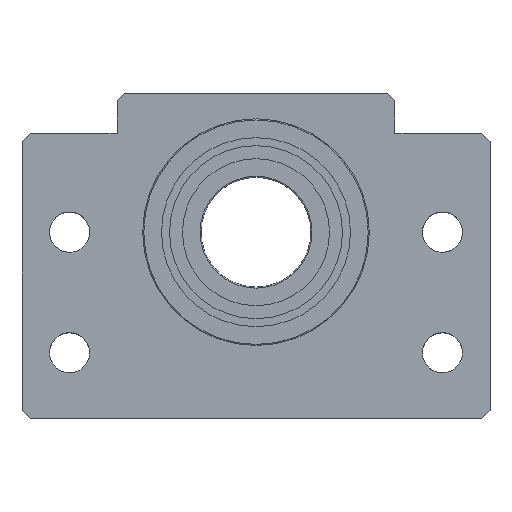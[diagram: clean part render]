
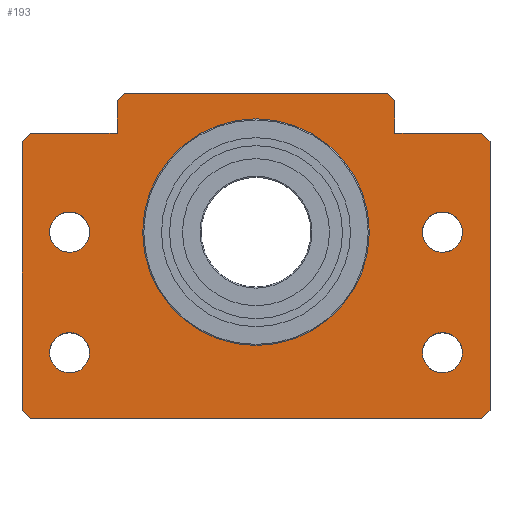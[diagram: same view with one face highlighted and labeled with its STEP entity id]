
A CAD part, top view. The second image highlights one B-rep face of the part: STEP entity #193.
In plain terms, the highlighted planar face has unit normal (0, 0, 1).
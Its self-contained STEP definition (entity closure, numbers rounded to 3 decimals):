
#193 = ADVANCED_FACE( '', ( #296, #297, #298, #299, #300, #301 ), #302, .T. );
#296 = FACE_BOUND( '', #456, .T. );
#297 = FACE_BOUND( '', #457, .T. );
#298 = FACE_BOUND( '', #458, .T. );
#299 = FACE_BOUND( '', #459, .T. );
#300 = FACE_BOUND( '', #460, .T. );
#301 = FACE_OUTER_BOUND( '', #461, .T. );
#302 = PLANE( '', #462 );
#456 = EDGE_LOOP( '', ( #718 ) );
#457 = EDGE_LOOP( '', ( #719 ) );
#458 = EDGE_LOOP( '', ( #720 ) );
#459 = EDGE_LOOP( '', ( #721 ) );
#460 = EDGE_LOOP( '', ( #722 ) );
#461 = EDGE_LOOP( '', ( #723, #724, #725, #726, #727, #728, #729, #730, #731, #732, #733, #734, #735, #736 ) );
#462 = AXIS2_PLACEMENT_3D( '', #737, #738, #739 );
#718 = ORIENTED_EDGE( '', *, *, #935, .F. );
#719 = ORIENTED_EDGE( '', *, *, #878, .T. );
#720 = ORIENTED_EDGE( '', *, *, #879, .T. );
#721 = ORIENTED_EDGE( '', *, *, #936, .T. );
#722 = ORIENTED_EDGE( '', *, *, #871, .T. );
#723 = ORIENTED_EDGE( '', *, *, #930, .T. );
#724 = ORIENTED_EDGE( '', *, *, #928, .T. );
#725 = ORIENTED_EDGE( '', *, *, #926, .T. );
#726 = ORIENTED_EDGE( '', *, *, #923, .T. );
#727 = ORIENTED_EDGE( '', *, *, #921, .T. );
#728 = ORIENTED_EDGE( '', *, *, #919, .T. );
#729 = ORIENTED_EDGE( '', *, *, #917, .T. );
#730 = ORIENTED_EDGE( '', *, *, #914, .T. );
#731 = ORIENTED_EDGE( '', *, *, #912, .T. );
#732 = ORIENTED_EDGE( '', *, *, #910, .T. );
#733 = ORIENTED_EDGE( '', *, *, #908, .T. );
#734 = ORIENTED_EDGE( '', *, *, #906, .T. );
#735 = ORIENTED_EDGE( '', *, *, #904, .T. );
#736 = ORIENTED_EDGE( '', *, *, #883, .T. );
#737 = CARTESIAN_POINT( '', ( 0., 0., 0. ) );
#738 = DIRECTION( '', ( 0., 0., 1. ) );
#739 = DIRECTION( '', ( 1., 0., 0. ) );
#871 = EDGE_CURVE( '', #960, #960, #961, .T. );
#878 = EDGE_CURVE( '', #974, #974, #975, .T. );
#879 = EDGE_CURVE( '', #976, #976, #977, .T. );
#883 = EDGE_CURVE( '', #984, #985, #986, .T. );
#904 = EDGE_CURVE( '', #1025, #984, #1026, .T. );
#906 = EDGE_CURVE( '', #1028, #1025, #1029, .T. );
#908 = EDGE_CURVE( '', #1031, #1028, #1032, .T. );
#910 = EDGE_CURVE( '', #1034, #1031, #1035, .T. );
#912 = EDGE_CURVE( '', #1037, #1034, #1038, .T. );
#914 = EDGE_CURVE( '', #1040, #1037, #1041, .T. );
#917 = EDGE_CURVE( '', #1045, #1040, #1046, .T. );
#919 = EDGE_CURVE( '', #1048, #1045, #1049, .T. );
#921 = EDGE_CURVE( '', #1051, #1048, #1052, .T. );
#923 = EDGE_CURVE( '', #1054, #1051, #1055, .T. );
#926 = EDGE_CURVE( '', #1059, #1054, #1060, .T. );
#928 = EDGE_CURVE( '', #1062, #1059, #1063, .T. );
#930 = EDGE_CURVE( '', #985, #1062, #1065, .T. );
#935 = EDGE_CURVE( '', #1074, #1074, #1075, .T. );
#936 = EDGE_CURVE( '', #1076, #1076, #1077, .T. );
#960 = VERTEX_POINT( '', #1206 );
#961 = CIRCLE( '', #1207, 5.5 );
#974 = VERTEX_POINT( '', #1560 );
#975 = CIRCLE( '', #1561, 5.5 );
#976 = VERTEX_POINT( '', #1562 );
#977 = CIRCLE( '', #1563, 5.5 );
#984 = VERTEX_POINT( '', #1656 );
#985 = VERTEX_POINT( '', #1657 );
#986 = LINE( '', #1658, #1659 );
#1025 = VERTEX_POINT( '', #1714 );
#1026 = LINE( '', #1715, #1716 );
#1028 = VERTEX_POINT( '', #1719 );
#1029 = LINE( '', #1720, #1721 );
#1031 = VERTEX_POINT( '', #1724 );
#1032 = LINE( '', #1725, #1726 );
#1034 = VERTEX_POINT( '', #1729 );
#1035 = LINE( '', #1730, #1731 );
#1037 = VERTEX_POINT( '', #1734 );
#1038 = LINE( '', #1735, #1736 );
#1040 = VERTEX_POINT( '', #1739 );
#1041 = LINE( '', #1740, #1741 );
#1045 = VERTEX_POINT( '', #1746 );
#1046 = LINE( '', #1747, #1748 );
#1048 = VERTEX_POINT( '', #1751 );
#1049 = LINE( '', #1752, #1753 );
#1051 = VERTEX_POINT( '', #1756 );
#1052 = LINE( '', #1757, #1758 );
#1054 = VERTEX_POINT( '', #1761 );
#1055 = LINE( '', #1762, #1763 );
#1059 = VERTEX_POINT( '', #1768 );
#1060 = LINE( '', #1769, #1770 );
#1062 = VERTEX_POINT( '', #1773 );
#1063 = LINE( '', #1774, #1775 );
#1065 = LINE( '', #1778, #1779 );
#1074 = VERTEX_POINT( '', #1958 );
#1075 = CIRCLE( '', #1959, 31. );
#1076 = VERTEX_POINT( '', #1960 );
#1077 = CIRCLE( '', #1961, 5.5 );
#1206 = CARTESIAN_POINT( '', ( 45.5, -33., 0. ) );
#1207 = AXIS2_PLACEMENT_3D( '', #2004, #2005, #2006 );
#1560 = CARTESIAN_POINT( '', ( -56.5, -33., 0. ) );
#1561 = AXIS2_PLACEMENT_3D( '', #2013, #2014, #2015 );
#1562 = CARTESIAN_POINT( '', ( -56.5, 0., 0. ) );
#1563 = AXIS2_PLACEMENT_3D( '', #2016, #2017, #2018 );
#1656 = CARTESIAN_POINT( '', ( -61.72, 27., 0. ) );
#1657 = CARTESIAN_POINT( '', ( -64., 24.72, 0. ) );
#1658 = CARTESIAN_POINT( '', ( -61.72, 27., 0. ) );
#1659 = VECTOR( '', #2025, 1000. );
#1714 = CARTESIAN_POINT( '', ( -38., 27., 0. ) );
#1715 = CARTESIAN_POINT( '', ( -38., 27., 0. ) );
#1716 = VECTOR( '', #2054, 1000. );
#1719 = CARTESIAN_POINT( '', ( -38., 36., 0. ) );
#1720 = CARTESIAN_POINT( '', ( -38., 36., 0. ) );
#1721 = VECTOR( '', #2056, 1000. );
#1724 = CARTESIAN_POINT( '', ( -36., 38., 0. ) );
#1725 = CARTESIAN_POINT( '', ( -36., 38., 0. ) );
#1726 = VECTOR( '', #2058, 1000. );
#1729 = CARTESIAN_POINT( '', ( 36., 38., 0. ) );
#1730 = CARTESIAN_POINT( '', ( 36., 38., 0. ) );
#1731 = VECTOR( '', #2060, 1000. );
#1734 = CARTESIAN_POINT( '', ( 38., 36., 0. ) );
#1735 = CARTESIAN_POINT( '', ( 38., 36., 0. ) );
#1736 = VECTOR( '', #2062, 1000. );
#1739 = CARTESIAN_POINT( '', ( 38., 27., 0. ) );
#1740 = CARTESIAN_POINT( '', ( 38., 27., 0. ) );
#1741 = VECTOR( '', #2064, 1000. );
#1746 = CARTESIAN_POINT( '', ( 61.72, 27., 0. ) );
#1747 = CARTESIAN_POINT( '', ( 61.72, 27., 0. ) );
#1748 = VECTOR( '', #2069, 1000. );
#1751 = CARTESIAN_POINT( '', ( 64., 24.72, 0. ) );
#1752 = CARTESIAN_POINT( '', ( 64., 24.72, 0. ) );
#1753 = VECTOR( '', #2071, 1000. );
#1756 = CARTESIAN_POINT( '', ( 64., -48.72, 0. ) );
#1757 = CARTESIAN_POINT( '', ( 64., -48.72, 0. ) );
#1758 = VECTOR( '', #2073, 1000. );
#1761 = CARTESIAN_POINT( '', ( 61.72, -51., 0. ) );
#1762 = CARTESIAN_POINT( '', ( 61.72, -51., 0. ) );
#1763 = VECTOR( '', #2075, 1000. );
#1768 = CARTESIAN_POINT( '', ( -61.72, -51., 0. ) );
#1769 = CARTESIAN_POINT( '', ( -61.72, -51., 0. ) );
#1770 = VECTOR( '', #2080, 1000. );
#1773 = CARTESIAN_POINT( '', ( -64., -48.72, 0. ) );
#1774 = CARTESIAN_POINT( '', ( -64., -48.72, 0. ) );
#1775 = VECTOR( '', #2082, 1000. );
#1778 = CARTESIAN_POINT( '', ( -64., 24.72, 0. ) );
#1779 = VECTOR( '', #2084, 1000. );
#1958 = CARTESIAN_POINT( '', ( 31., 0., 0. ) );
#1959 = AXIS2_PLACEMENT_3D( '', #2091, #2092, #2093 );
#1960 = CARTESIAN_POINT( '', ( 45.5, 0., 0. ) );
#1961 = AXIS2_PLACEMENT_3D( '', #2094, #2095, #2096 );
#2004 = CARTESIAN_POINT( '', ( 51., -33., 0. ) );
#2005 = DIRECTION( '', ( 0., 0., -1. ) );
#2006 = DIRECTION( '', ( -1., 0., 0. ) );
#2013 = CARTESIAN_POINT( '', ( -51., -33., 0. ) );
#2014 = DIRECTION( '', ( 0., 0., -1. ) );
#2015 = DIRECTION( '', ( -1., 0., 0. ) );
#2016 = CARTESIAN_POINT( '', ( -51., 0., 0. ) );
#2017 = DIRECTION( '', ( 0., 0., -1. ) );
#2018 = DIRECTION( '', ( -1., 0., 0. ) );
#2025 = DIRECTION( '', ( -0.707, -0.707, 0. ) );
#2054 = DIRECTION( '', ( -1., 0., 0. ) );
#2056 = DIRECTION( '', ( 0., -1., 0. ) );
#2058 = DIRECTION( '', ( -0.707, -0.707, 0. ) );
#2060 = DIRECTION( '', ( -1., 0., 0. ) );
#2062 = DIRECTION( '', ( -0.707, 0.707, 0. ) );
#2064 = DIRECTION( '', ( 0., 1., 0. ) );
#2069 = DIRECTION( '', ( -1., 0., 0. ) );
#2071 = DIRECTION( '', ( -0.707, 0.707, 0. ) );
#2073 = DIRECTION( '', ( 0., 1., 0. ) );
#2075 = DIRECTION( '', ( 0.707, 0.707, 0. ) );
#2080 = DIRECTION( '', ( 1., 0., 0. ) );
#2082 = DIRECTION( '', ( 0.707, -0.707, 0. ) );
#2084 = DIRECTION( '', ( 0., -1., 0. ) );
#2091 = CARTESIAN_POINT( '', ( 0., 0., 0. ) );
#2092 = DIRECTION( '', ( 0., 0., 1. ) );
#2093 = DIRECTION( '', ( 1., 0., 0. ) );
#2094 = CARTESIAN_POINT( '', ( 51., 0., 0. ) );
#2095 = DIRECTION( '', ( 0., 0., -1. ) );
#2096 = DIRECTION( '', ( -1., 0., 0. ) );
